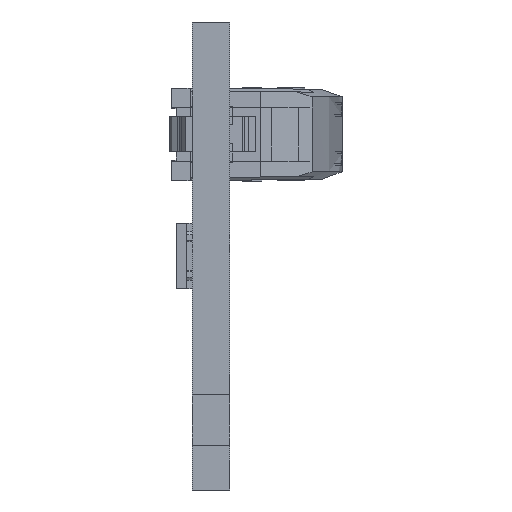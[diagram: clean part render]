
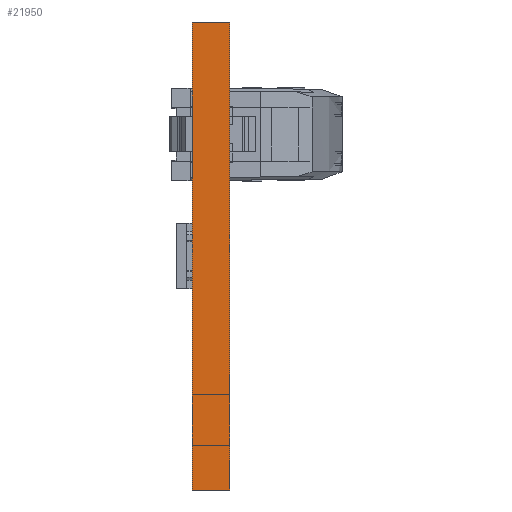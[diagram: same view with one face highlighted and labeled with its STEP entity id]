
A CAD part, left-side view. The second image highlights one B-rep face of the part: STEP entity #21950.
In plain terms, the highlighted planar face has unit normal (-1, 0, 0).
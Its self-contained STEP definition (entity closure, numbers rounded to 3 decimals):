
#5463 = DIRECTION ( 'NONE',  ( 1., 0., 0. ) ) ;
#6125 = EDGE_CURVE ( 'NONE', #83564, #9806, #80517, .T. ) ;
#6210 = VERTEX_POINT ( 'NONE', #25076 ) ;
#9806 = VERTEX_POINT ( 'NONE', #39876 ) ;
#12616 = ORIENTED_EDGE ( 'NONE', *, *, #87346, .T. ) ;
#12638 = LINE ( 'NONE', #32670, #109518 ) ;
#12992 = EDGE_LOOP ( 'NONE', ( #12616, #90500, #23363, #103975 ) ) ;
#14500 = PLANE ( 'NONE',  #58090 ) ;
#19671 = CARTESIAN_POINT ( 'NONE',  ( 0., -1.6, -20. ) ) ;
#21950 = ADVANCED_FACE ( 'NONE', ( #86449 ), #14500, .F. ) ;
#23363 = ORIENTED_EDGE ( 'NONE', *, *, #65808, .F. ) ;
#25076 = CARTESIAN_POINT ( 'NONE',  ( 0., 0., 0. ) ) ;
#26951 = CARTESIAN_POINT ( 'NONE',  ( 0., -1.6, 0. ) ) ;
#29000 = VECTOR ( 'NONE', #44464, 1000. ) ;
#31131 = CARTESIAN_POINT ( 'NONE',  ( 0., -1.6, 0. ) ) ;
#32670 = CARTESIAN_POINT ( 'NONE',  ( 0., -1.6, 0. ) ) ;
#39876 = CARTESIAN_POINT ( 'NONE',  ( 0., 0., -20. ) ) ;
#44464 = DIRECTION ( 'NONE',  ( 0., 0., -1. ) ) ;
#45174 = VECTOR ( 'NONE', #50028, 1000. ) ;
#48655 = VERTEX_POINT ( 'NONE', #26951 ) ;
#49322 = CARTESIAN_POINT ( 'NONE',  ( 0., -1.6, -20. ) ) ;
#49745 = DIRECTION ( 'NONE',  ( 0., 1., 0. ) ) ;
#50028 = DIRECTION ( 'NONE',  ( 0., 0., -1. ) ) ;
#51552 = DIRECTION ( 'NONE',  ( 0., 1., 0. ) ) ;
#53448 = CARTESIAN_POINT ( 'NONE',  ( 0., 0., 0. ) ) ;
#53903 = LINE ( 'NONE', #53448, #29000 ) ;
#58090 = AXIS2_PLACEMENT_3D ( 'NONE', #61627, #5463, #71054 ) ;
#61627 = CARTESIAN_POINT ( 'NONE',  ( 0., -1.6, 0. ) ) ;
#61965 = EDGE_CURVE ( 'NONE', #48655, #6210, #12638, .T. ) ;
#65808 = EDGE_CURVE ( 'NONE', #48655, #83564, #95079, .T. ) ;
#71054 = DIRECTION ( 'NONE',  ( 0., 0., -1. ) ) ;
#77589 = VECTOR ( 'NONE', #49745, 1000. ) ;
#80517 = LINE ( 'NONE', #49322, #77589 ) ;
#83564 = VERTEX_POINT ( 'NONE', #19671 ) ;
#86449 = FACE_OUTER_BOUND ( 'NONE', #12992, .T. ) ;
#87346 = EDGE_CURVE ( 'NONE', #6210, #9806, #53903, .T. ) ;
#90500 = ORIENTED_EDGE ( 'NONE', *, *, #6125, .F. ) ;
#95079 = LINE ( 'NONE', #31131, #45174 ) ;
#103975 = ORIENTED_EDGE ( 'NONE', *, *, #61965, .T. ) ;
#109518 = VECTOR ( 'NONE', #51552, 1000. ) ;
